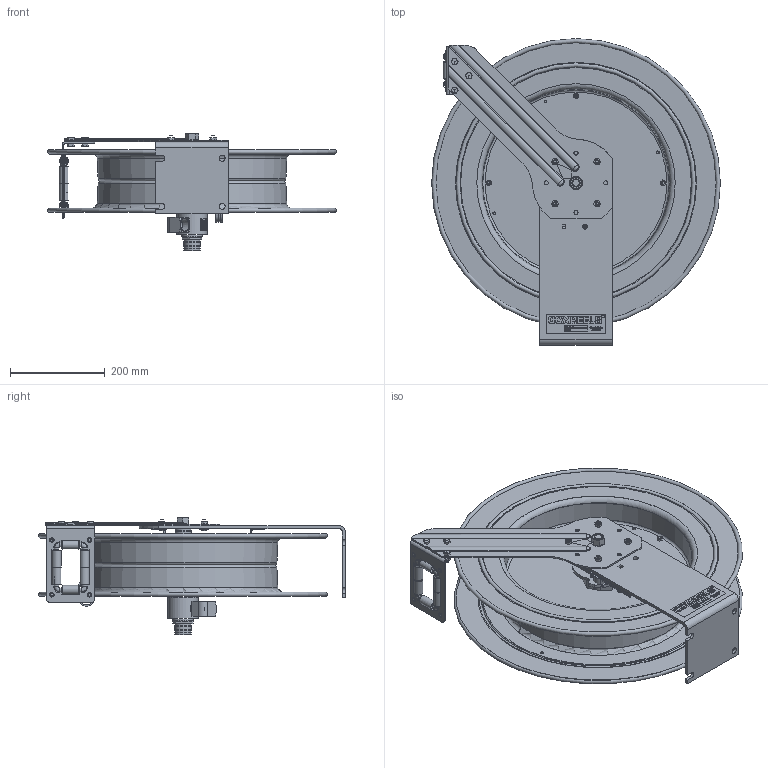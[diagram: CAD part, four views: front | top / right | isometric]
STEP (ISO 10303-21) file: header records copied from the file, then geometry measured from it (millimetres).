
FILE_DESCRIPTION((''),'2;1');
FILE_NAME('SH-N-550_SHARED.stp','2014-05-19T08:55:10',('jkusbel'),(''),'Autodesk Inventor 2013','Autodesk Inventor 2013','');
FILE_SCHEMA(('AUTOMOTIVE_DESIGN { 1 0 10303 214 1 1 1 1 }'));
Length unit declared in the file: inch
Products named in the file (1): SH-N-550_SHARED
Bounding box: 609.6 x 647.7 x 248.92 mm (x, y, z)
Surface area: 1813945.9 mm2 (no closed solid volume)
Topology: 0 solids, 139 shells, 420 faces, 4464 edges, 4106 vertices
Faces by surface type: plane 254, cylinder 102, torus 36, cone 17, sphere 10, bspline 1
Full cylindrical faces by diameter (mm): 4.826 x2, 4.978 x2, 6.35 x3, 8.636 x6, 10.414 x1, 12.7 x2, 13.462 x1, 19.05 x7, 34.544 x6, 39.624 x1, 42.926 x1, 63.5 x1, 388.62 x1
Entity records: 42145 total; most frequent: CARTESIAN_POINT 12671, ORIENTED_EDGE 4855, DIRECTION 4632, EDGE_CURVE 4377, VERTEX_POINT 4088, VECTOR 2432, LINE 2432, AXIS2_PLACEMENT_3D 1100
